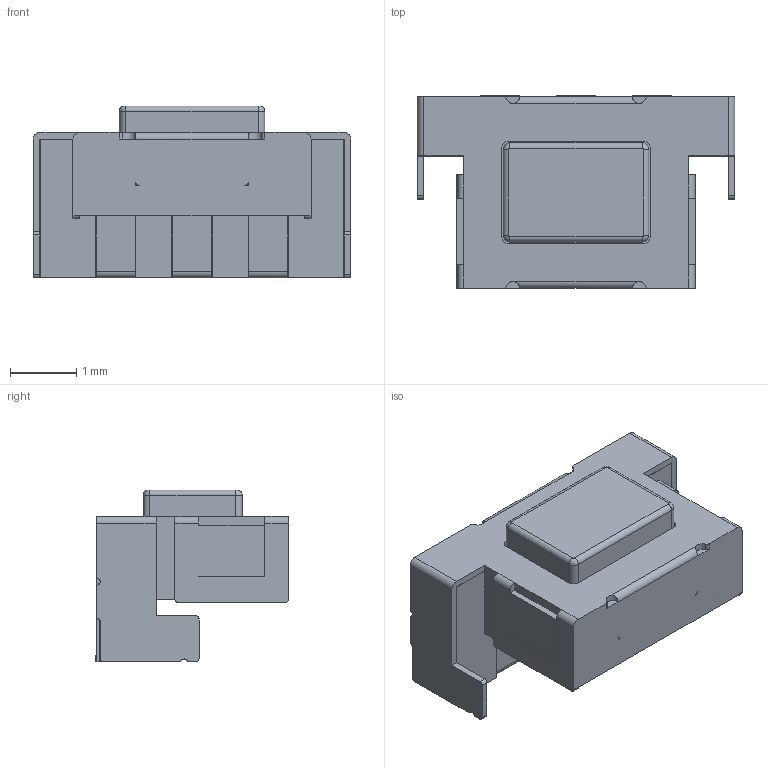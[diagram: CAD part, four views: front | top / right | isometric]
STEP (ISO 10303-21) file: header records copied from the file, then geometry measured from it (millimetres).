
FILE_DESCRIPTION((' '),'2;1');
FILE_NAME('TL4105AF160QG.stp','2017-07-20T14:54:14',(' '),(' '),' ','ACIS',' ');
FILE_SCHEMA(('CONFIG_CONTROL_DESIGN'));
Length unit declared in the file: inch
Products named in the file (1): TL4105AF160QG.stp
Bounding box: 4.8 x 2.92 x 2.6 mm (x, y, z)
Volume: 16.8 mm3; surface area: 99.1 mm2
Topology: 1 solids, 1 shells, 229 faces, 656 edges, 418 vertices
Faces by surface type: plane 164, cylinder 61, bspline 4
Full cylindrical faces by diameter (mm): 0.96 x1, 1.25 x1
Entity records: 7726 total; most frequent: CARTESIAN_POINT 1538, ORIENTED_EDGE 1308, DIRECTION 1227, EDGE_CURVE 654, VECTOR 525, LINE 525, VERTEX_POINT 418, AXIS2_PLACEMENT_3D 351
